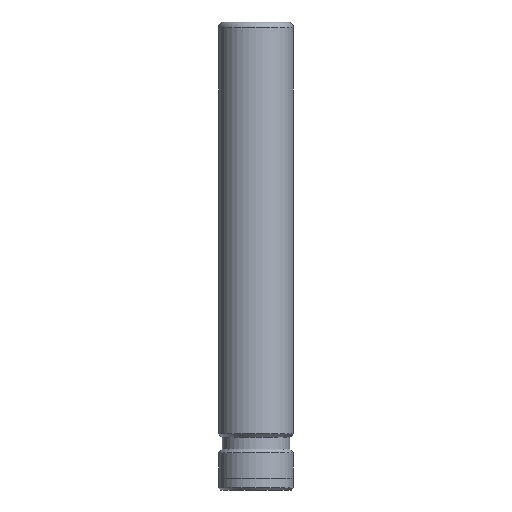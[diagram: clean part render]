
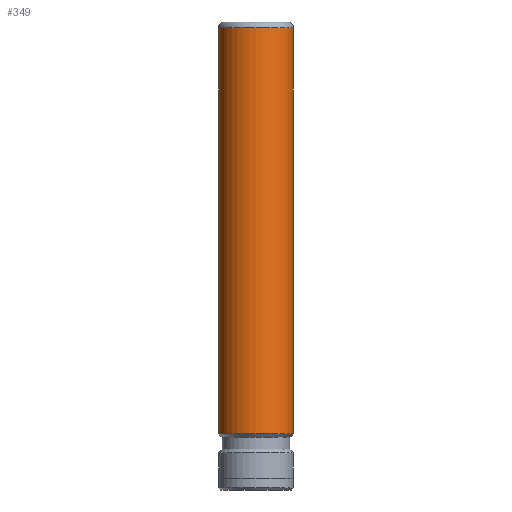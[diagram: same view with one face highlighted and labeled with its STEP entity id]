
A CAD part, front view. The second image highlights one B-rep face of the part: STEP entity #349.
In plain terms, the highlighted cylindrical face has radius 16 mm (diameter 32 mm), a partial arc.
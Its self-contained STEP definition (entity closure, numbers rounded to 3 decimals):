
#8 = CARTESIAN_POINT ( 'NONE',  ( 0., 0., 197.5 ) ) ;
#45 = CARTESIAN_POINT ( 'NONE',  ( 16., 0., 197.5 ) ) ;
#49 = CARTESIAN_POINT ( 'NONE',  ( 0., 0., 24. ) ) ;
#98 = VECTOR ( 'NONE', #353, 1000. ) ;
#153 = DIRECTION ( 'NONE',  ( 0., 0., -1. ) ) ;
#170 = DIRECTION ( 'NONE',  ( 0., 0., -1. ) ) ;
#193 = EDGE_CURVE ( 'NONE', #237, #492, #235, .T. ) ;
#213 = CIRCLE ( 'NONE', #662, 16. ) ;
#235 = CIRCLE ( 'NONE', #716, 16. ) ;
#237 = VERTEX_POINT ( 'NONE', #578 ) ;
#258 = ORIENTED_EDGE ( 'NONE', *, *, #493, .F. ) ;
#280 = EDGE_LOOP ( 'NONE', ( #258, #384, #494, #328 ) ) ;
#283 = DIRECTION ( 'NONE',  ( -1., 0., 0. ) ) ;
#328 = ORIENTED_EDGE ( 'NONE', *, *, #193, .F. ) ;
#347 = EDGE_CURVE ( 'NONE', #709, #557, #213, .T. ) ;
#349 = ADVANCED_FACE ( 'NONE', ( #417 ), #376, .T. ) ;
#353 = DIRECTION ( 'NONE',  ( 0., 0., -1. ) ) ;
#376 = CYLINDRICAL_SURFACE ( 'NONE', #564, 16. ) ;
#384 = ORIENTED_EDGE ( 'NONE', *, *, #347, .T. ) ;
#416 = VECTOR ( 'NONE', #715, 1000. ) ;
#417 = FACE_OUTER_BOUND ( 'NONE', #280, .T. ) ;
#436 = LINE ( 'NONE', #721, #98 ) ;
#452 = EDGE_CURVE ( 'NONE', #557, #492, #607, .T. ) ;
#482 = CARTESIAN_POINT ( 'NONE',  ( 0., 0., 200. ) ) ;
#492 = VERTEX_POINT ( 'NONE', #551 ) ;
#493 = EDGE_CURVE ( 'NONE', #709, #237, #436, .T. ) ;
#494 = ORIENTED_EDGE ( 'NONE', *, *, #452, .T. ) ;
#504 = CARTESIAN_POINT ( 'NONE',  ( -16., 0., 197.5 ) ) ;
#546 = CARTESIAN_POINT ( 'NONE',  ( -16., 0., 200. ) ) ;
#551 = CARTESIAN_POINT ( 'NONE',  ( -16., 0., 24. ) ) ;
#557 = VERTEX_POINT ( 'NONE', #504 ) ;
#564 = AXIS2_PLACEMENT_3D ( 'NONE', #482, #714, #283 ) ;
#578 = CARTESIAN_POINT ( 'NONE',  ( 16., 0., 24. ) ) ;
#607 = LINE ( 'NONE', #546, #416 ) ;
#629 = DIRECTION ( 'NONE',  ( -1., 0., 0. ) ) ;
#646 = DIRECTION ( 'NONE',  ( 1., 0., 0. ) ) ;
#662 = AXIS2_PLACEMENT_3D ( 'NONE', #8, #170, #646 ) ;
#709 = VERTEX_POINT ( 'NONE', #45 ) ;
#714 = DIRECTION ( 'NONE',  ( 0., 0., -1. ) ) ;
#715 = DIRECTION ( 'NONE',  ( 0., 0., -1. ) ) ;
#716 = AXIS2_PLACEMENT_3D ( 'NONE', #49, #153, #629 ) ;
#721 = CARTESIAN_POINT ( 'NONE',  ( 16., 0., 200. ) ) ;
